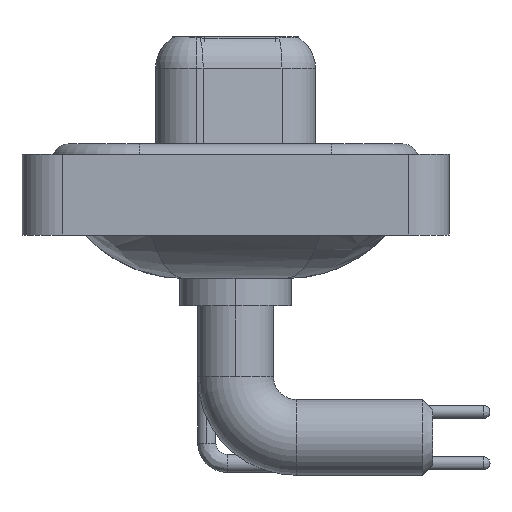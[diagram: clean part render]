
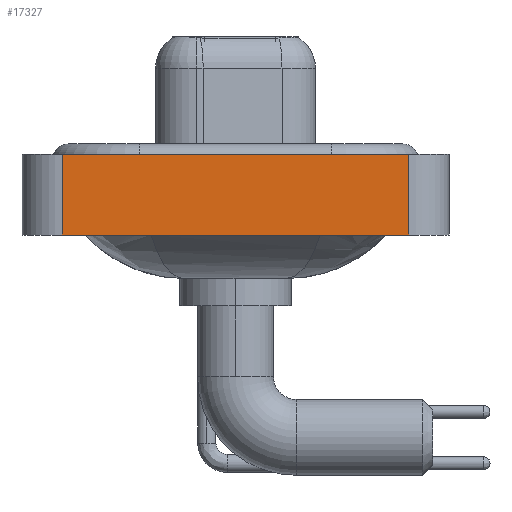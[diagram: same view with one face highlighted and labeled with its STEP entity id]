
A CAD part, left-side view. The second image highlights one B-rep face of the part: STEP entity #17327.
In plain terms, the highlighted planar face has unit normal (-1, 0, 0).
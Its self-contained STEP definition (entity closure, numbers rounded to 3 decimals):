
#1173 = CARTESIAN_POINT ( 'NONE',  ( -7.35, 8.55, -3.6 ) ) ;
#1811 = CARTESIAN_POINT ( 'NONE',  ( -7.35, -8.55, 0.4 ) ) ;
#1910 = DIRECTION ( 'NONE',  ( 0., 0., 1. ) ) ;
#2118 = CARTESIAN_POINT ( 'NONE',  ( -7.35, -8.55, -3.6 ) ) ;
#2396 = ORIENTED_EDGE ( 'NONE', *, *, #13009, .T. ) ;
#2792 = DIRECTION ( 'NONE',  ( -1., 0., 0. ) ) ;
#3415 = VECTOR ( 'NONE', #4081, 1000. ) ;
#4081 = DIRECTION ( 'NONE',  ( 0., 0., 1. ) ) ;
#5098 = ORIENTED_EDGE ( 'NONE', *, *, #17244, .F. ) ;
#5630 = AXIS2_PLACEMENT_3D ( 'NONE', #15445, #2792, #17230 ) ;
#6030 = VECTOR ( 'NONE', #1910, 1000. ) ;
#7008 = CARTESIAN_POINT ( 'NONE',  ( -7.35, -8.55, 0.4 ) ) ;
#7474 = PLANE ( 'NONE',  #5630 ) ;
#8131 = CARTESIAN_POINT ( 'NONE',  ( -7.35, 8.55, 0.4 ) ) ;
#8302 = EDGE_CURVE ( 'NONE', #18056, #14401, #17025, .T. ) ;
#9221 = VECTOR ( 'NONE', #12277, 1000. ) ;
#9494 = LINE ( 'NONE', #1173, #3415 ) ;
#10471 = CARTESIAN_POINT ( 'NONE',  ( -7.35, -8.55, -3.6 ) ) ;
#10519 = CARTESIAN_POINT ( 'NONE',  ( -7.35, -8.55, -3.6 ) ) ;
#10603 = CARTESIAN_POINT ( 'NONE',  ( -7.35, 8.55, -3.6 ) ) ;
#10728 = ORIENTED_EDGE ( 'NONE', *, *, #8302, .T. ) ;
#11247 = VERTEX_POINT ( 'NONE', #8131 ) ;
#11585 = EDGE_CURVE ( 'NONE', #18056, #11247, #9494, .T. ) ;
#11944 = LINE ( 'NONE', #1811, #17829 ) ;
#12277 = DIRECTION ( 'NONE',  ( 0., -1., 0. ) ) ;
#13009 = EDGE_CURVE ( 'NONE', #14401, #15061, #13400, .T. ) ;
#13400 = LINE ( 'NONE', #2118, #6030 ) ;
#14401 = VERTEX_POINT ( 'NONE', #10519 ) ;
#15061 = VERTEX_POINT ( 'NONE', #7008 ) ;
#15445 = CARTESIAN_POINT ( 'NONE',  ( -7.35, -8.55, -3.6 ) ) ;
#16606 = ORIENTED_EDGE ( 'NONE', *, *, #11585, .F. ) ;
#17025 = LINE ( 'NONE', #10471, #9221 ) ;
#17230 = DIRECTION ( 'NONE',  ( 0., 0., 1. ) ) ;
#17244 = EDGE_CURVE ( 'NONE', #11247, #15061, #11944, .T. ) ;
#17327 = ADVANCED_FACE ( 'NONE', ( #17341 ), #7474, .T. ) ;
#17341 = FACE_OUTER_BOUND ( 'NONE', #18042, .T. ) ;
#17829 = VECTOR ( 'NONE', #19036, 1000. ) ;
#18042 = EDGE_LOOP ( 'NONE', ( #2396, #5098, #16606, #10728 ) ) ;
#18056 = VERTEX_POINT ( 'NONE', #10603 ) ;
#19036 = DIRECTION ( 'NONE',  ( 0., -1., 0. ) ) ;
